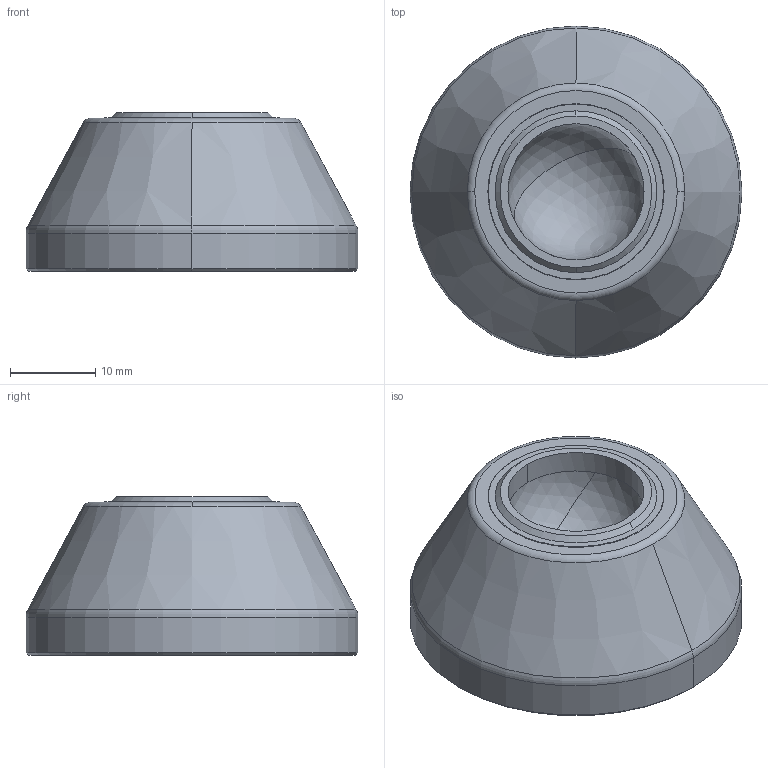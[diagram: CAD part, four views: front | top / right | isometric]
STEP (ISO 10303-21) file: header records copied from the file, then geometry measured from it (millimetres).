
FILE_DESCRIPTION (( 'STEP AP203' ), '1' );
FILE_NAME ('3_842_538_675_Bosch.step', '2024-06-10T08:11:50', ( '' ), ( '' ), 'SwSTEP 2.0', 'SolidWorks 2014', '' );
FILE_SCHEMA (( 'CONFIG_CONTROL_DESIGN' ));
Length unit declared in the file: millimetre
Products named in the file (1): 3_842_538_675_Bosch
Bounding box: 39 x 39 x 18.65 mm (x, y, z)
Volume: 11485.3 mm3; surface area: 5889.3 mm2
Topology: 1 solids, 1 shells, 92 faces, 273 edges, 180 vertices
Faces by surface type: plane 35, cylinder 31, cone 14, sphere 8, torus 4
Entity records: 3040 total; most frequent: DIRECTION 545, CARTESIAN_POINT 537, ORIENTED_EDGE 506, EDGE_CURVE 253, AXIS2_PLACEMENT_3D 211, VERTEX_POINT 167, VECTOR 123, LINE 123
